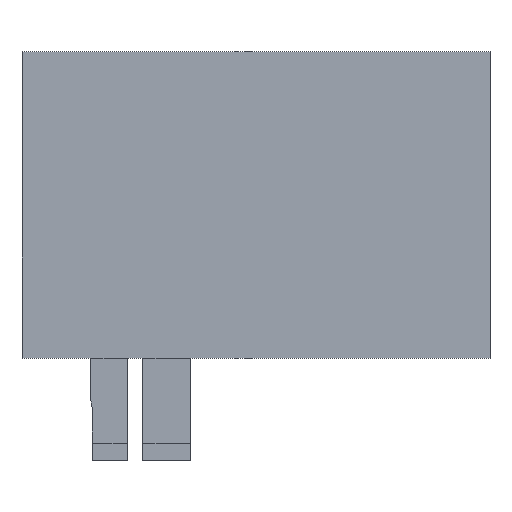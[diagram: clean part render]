
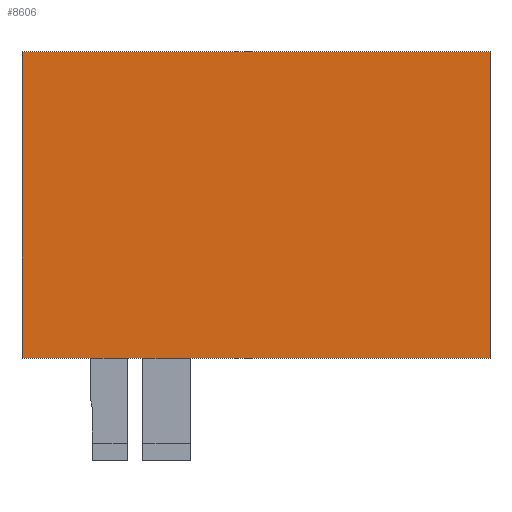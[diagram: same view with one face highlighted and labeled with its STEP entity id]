
A CAD part, top view. The second image highlights one B-rep face of the part: STEP entity #8606.
In plain terms, the highlighted planar face has unit normal (0, 0, 1).
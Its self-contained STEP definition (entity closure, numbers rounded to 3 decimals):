
#476=PLANE('',#9044);
#886=FACE_OUTER_BOUND('',#1298,.T.);
#1298=EDGE_LOOP('',(#8189,#8190,#8191,#8192));
#2497=LINE('',#13511,#3707);
#2501=LINE('',#13519,#3711);
#2504=LINE('',#13525,#3714);
#2507=LINE('',#13530,#3717);
#3707=VECTOR('',#11071,10.);
#3711=VECTOR('',#11077,10.);
#3714=VECTOR('',#11082,10.);
#3717=VECTOR('',#11087,10.);
#4531=VERTEX_POINT('',#13509);
#4532=VERTEX_POINT('',#13510);
#4535=VERTEX_POINT('',#13518);
#4537=VERTEX_POINT('',#13524);
#5745=EDGE_CURVE('',#4531,#4532,#2497,.T.);
#5749=EDGE_CURVE('',#4532,#4535,#2501,.T.);
#5752=EDGE_CURVE('',#4535,#4537,#2504,.T.);
#5755=EDGE_CURVE('',#4537,#4531,#2507,.T.);
#8189=ORIENTED_EDGE('',*,*,#5755,.T.);
#8190=ORIENTED_EDGE('',*,*,#5745,.T.);
#8191=ORIENTED_EDGE('',*,*,#5749,.T.);
#8192=ORIENTED_EDGE('',*,*,#5752,.T.);
#8606=ADVANCED_FACE('',(#886),#476,.T.);
#9044=AXIS2_PLACEMENT_3D('',#13533,#11091,#11092);
#11071=DIRECTION('',(0.,1.,0.));
#11077=DIRECTION('',(-1.,0.,0.));
#11082=DIRECTION('',(0.,-1.,0.));
#11087=DIRECTION('',(1.,0.,0.));
#11091=DIRECTION('center_axis',(0.,0.,1.));
#11092=DIRECTION('ref_axis',(1.,0.,0.));
#13509=CARTESIAN_POINT('',(137.33,-91.85,0.));
#13510=CARTESIAN_POINT('',(137.33,88.15,0.));
#13511=CARTESIAN_POINT('',(137.33,-91.85,0.));
#13518=CARTESIAN_POINT('',(-137.67,88.15,0.));
#13519=CARTESIAN_POINT('',(137.33,88.15,0.));
#13524=CARTESIAN_POINT('',(-137.67,-91.85,0.));
#13525=CARTESIAN_POINT('',(-137.67,88.15,0.));
#13530=CARTESIAN_POINT('',(-137.67,-91.85,0.));
#13533=CARTESIAN_POINT('Origin',(0.,0.,
0.));
